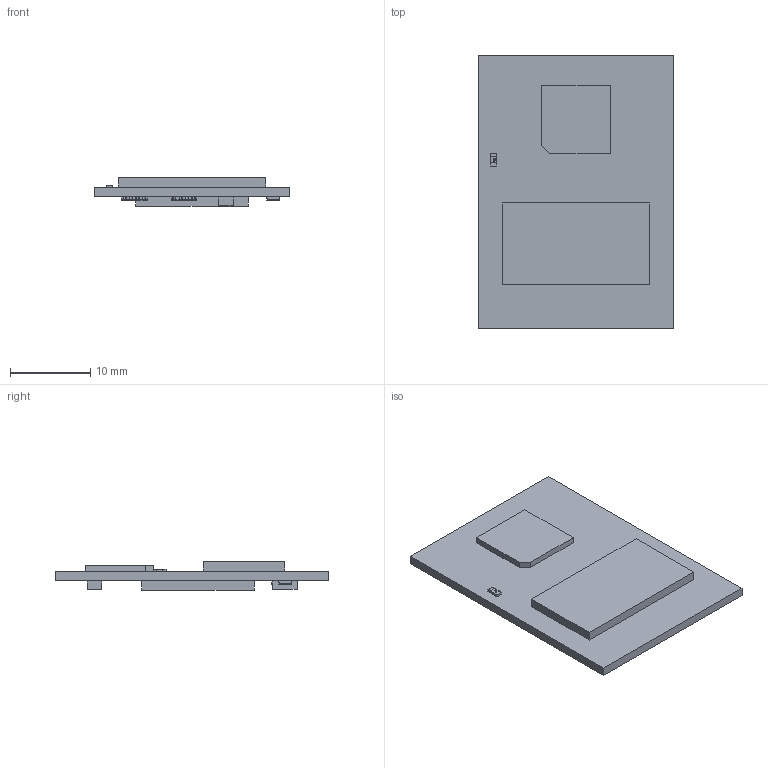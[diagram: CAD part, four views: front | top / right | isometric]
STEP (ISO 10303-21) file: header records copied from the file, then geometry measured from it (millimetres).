
FILE_DESCRIPTION(('Open CASCADE Model'),'2;1');
FILE_NAME('Open CASCADE Shape Model','2015-10-01T13:00:59',('Author'),( 'Open CASCADE'),'Open CASCADE STEP processor 6.2','Open CASCADE 6.2' ,'Unknown');
FILE_SCHEMA(('AUTOMOTIVE_DESIGN { 1 0 10303 214 1 1 1 1 }'));
Length unit declared in the file: millimetre
Products named in the file (33): PCB; Board; U6; 643003552; Extruded; U5; 643003680; U4; U1; 643003296; U3; 643002912; U2; 643003424; FB1; 642879584; RN2; 642883840; User_Library-Array-1206-4Way-Var1_Anschl_X_FCsse_1; User_Library-Array-1206-4Way-Var1_K_X_F6rper_1; User_Library-Array-1206-4Way-Var1_Deckel_1; User_Library-Array-1206-4Way-Var1_Beschriftung_1; RN3; 642883952; RN1
Assembly tree (34 placements, depth 4):
  PCB
    Board
    U6
      643003552
        Extruded
    U5
      643003680
        Extruded
    U4
      643003680
        Extruded
    U1
      643003296
        Extruded
    U3
      643002912
        Extruded
    U2
      643003424
        Extruded
    FB1
      642879584
    RN2
      642883840
        User_Library-Array-1206-4Way-Var1_Anschl_X_FCsse_1
        User_Library-Array-1206-4Way-Var1_K_X_F6rper_1
        User_Library-Array-1206-4Way-Var1_Deckel_1
        User_Library-Array-1206-4Way-Var1_Beschriftung_1
    RN3
      642883952
        User_Library-Array-1206-4Way-Var1_Anschl_X_FCsse_1
        User_Library-Array-1206-4Way-Var1_K_X_F6rper_1
        User_Library-Array-1206-4Way-Var1_Deckel_1
        User_Library-Array-1206-4Way-Var1_Beschriftung_1
    RN1
      642883840
        User_Library-Array-1206-4Way-Var1_Anschl_X_FCsse_1
        User_Library-Array-1206-4Way-Var1_K_X_F6rper_1
        User_Library-Array-1206-4Way-Var1_Deckel_1
        User_Library-Array-1206-4Way-Var1_Beschriftung_1
Bounding box: 24.33 x 34.09 x 3.53 mm (x, y, z)
Volume: 1465.7 mm3; surface area: 3013.2 mm2
Topology: 20 solids, 20 shells, 1201 faces, 3310 edges, 2188 vertices
Faces by surface type: plane 624, bspline 453, cylinder 116, sphere 8
Entity records: 65806 total; most frequent: CARTESIAN_POINT 19793, DIRECTION 5234, ORIENTED_EDGE 4576, PCURVE 4576, DEFINITIONAL_REPRESENTATION 4576, LINE 3774, VECTOR 3774, B_SPLINE_CURVE_WITH_KNOTS 2802
